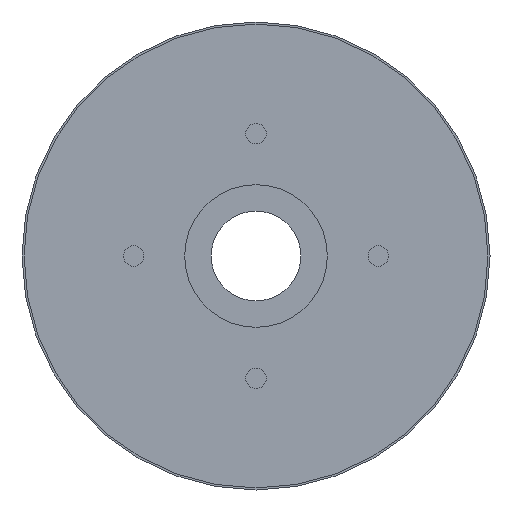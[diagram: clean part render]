
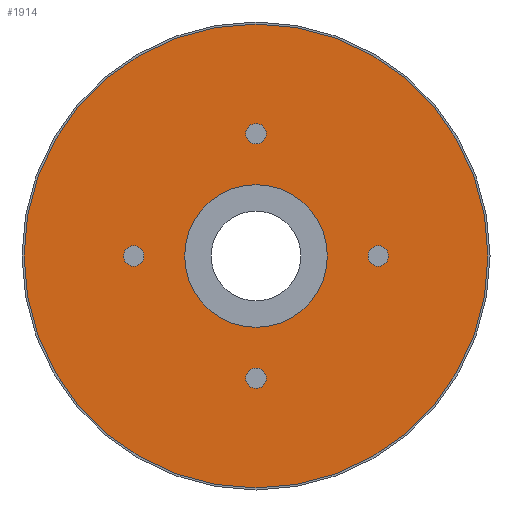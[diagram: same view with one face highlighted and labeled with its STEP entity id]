
A CAD part, left-side view. The second image highlights one B-rep face of the part: STEP entity #1914.
In plain terms, the highlighted planar face has unit normal (-1, 0, 0).
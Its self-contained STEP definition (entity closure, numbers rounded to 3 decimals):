
#9=CARTESIAN_POINT('',(-50.8,0.,0.));
#10=DIRECTION('',(1.,0.,0.));
#11=DIRECTION('',(0.,0.,1.));
#12=AXIS2_PLACEMENT_3D('',#9,#10,#11);
#14=CARTESIAN_POINT('',(-50.8,0.,0.));
#15=DIRECTION('',(1.,0.,0.));
#16=DIRECTION('',(0.,0.,-1.));
#17=AXIS2_PLACEMENT_3D('',#14,#15,#16);
#19=CARTESIAN_POINT('',(-50.8,30.,0.));
#20=DIRECTION('',(-1.,0.,0.));
#21=DIRECTION('',(0.,0.,1.));
#22=AXIS2_PLACEMENT_3D('',#19,#20,#21);
#24=CARTESIAN_POINT('',(-50.8,30.,0.));
#25=DIRECTION('',(-1.,0.,0.));
#26=DIRECTION('',(0.,0.,-1.));
#27=AXIS2_PLACEMENT_3D('',#24,#25,#26);
#29=CARTESIAN_POINT('',(-50.8,0.,30.));
#30=DIRECTION('',(-1.,0.,0.));
#31=DIRECTION('',(0.,-1.,0.));
#32=AXIS2_PLACEMENT_3D('',#29,#30,#31);
#34=CARTESIAN_POINT('',(-50.8,0.,30.));
#35=DIRECTION('',(-1.,0.,0.));
#36=DIRECTION('',(0.,1.,0.));
#37=AXIS2_PLACEMENT_3D('',#34,#35,#36);
#39=CARTESIAN_POINT('',(-50.8,-30.,0.));
#40=DIRECTION('',(-1.,0.,0.));
#41=DIRECTION('',(0.,0.,-1.));
#42=AXIS2_PLACEMENT_3D('',#39,#40,#41);
#44=CARTESIAN_POINT('',(-50.8,-30.,0.));
#45=DIRECTION('',(-1.,0.,0.));
#46=DIRECTION('',(0.,0.,1.));
#47=AXIS2_PLACEMENT_3D('',#44,#45,#46);
#49=CARTESIAN_POINT('',(-50.8,0.,-30.));
#50=DIRECTION('',(-1.,0.,0.));
#51=DIRECTION('',(0.,1.,0.));
#52=AXIS2_PLACEMENT_3D('',#49,#50,#51);
#54=CARTESIAN_POINT('',(-50.8,0.,-30.));
#55=DIRECTION('',(-1.,0.,0.));
#56=DIRECTION('',(0.,-1.,0.));
#57=AXIS2_PLACEMENT_3D('',#54,#55,#56);
#59=CARTESIAN_POINT('',(-50.8,0.,0.));
#60=DIRECTION('',(-1.,0.,0.));
#61=DIRECTION('',(0.,-1.,0.));
#62=AXIS2_PLACEMENT_3D('',#59,#60,#61);
#64=CARTESIAN_POINT('',(-50.8,0.,0.));
#65=DIRECTION('',(-1.,0.,0.));
#66=DIRECTION('',(0.,1.,0.));
#67=AXIS2_PLACEMENT_3D('',#64,#65,#66);
#1437=CARTESIAN_POINT('',(-50.8,0.,-56.9));
#1439=VERTEX_POINT('',#1437);
#1443=CARTESIAN_POINT('',(-50.8,0.,56.9));
#1444=VERTEX_POINT('',#1443);
#1445=CARTESIAN_POINT('',(-50.8,30.,2.5));
#1446=CARTESIAN_POINT('',(-50.8,30.,-2.5));
#1447=VERTEX_POINT('',#1445);
#1448=VERTEX_POINT('',#1446);
#1449=CARTESIAN_POINT('',(-50.8,-2.5,30.));
#1450=CARTESIAN_POINT('',(-50.8,2.5,30.));
#1451=VERTEX_POINT('',#1449);
#1452=VERTEX_POINT('',#1450);
#1453=CARTESIAN_POINT('',(-50.8,-30.,-2.5));
#1454=CARTESIAN_POINT('',(-50.8,-30.,2.5));
#1455=VERTEX_POINT('',#1453);
#1456=VERTEX_POINT('',#1454);
#1457=CARTESIAN_POINT('',(-50.8,2.5,-30.));
#1458=CARTESIAN_POINT('',(-50.8,-2.5,-30.));
#1459=VERTEX_POINT('',#1457);
#1460=VERTEX_POINT('',#1458);
#1837=CARTESIAN_POINT('',(-50.8,-17.5,0.));
#1838=CARTESIAN_POINT('',(-50.8,17.5,0.));
#1839=VERTEX_POINT('',#1837);
#1840=VERTEX_POINT('',#1838);
#1875=CARTESIAN_POINT('',(-50.8,0.,0.));
#1876=DIRECTION('',(1.,0.,0.));
#1877=DIRECTION('',(0.,0.,1.));
#1878=AXIS2_PLACEMENT_3D('',#1875,#1876,#1877);
#1879=PLANE('',#1878);
#1880=ORIENTED_EDGE('',*,*,#1867,.T.);
#1881=ORIENTED_EDGE('',*,*,#1856,.T.);
#1882=EDGE_LOOP('',(#1880,#1881));
#1883=FACE_OUTER_BOUND('',#1882,.F.);
#1885=ORIENTED_EDGE('',*,*,#1884,.T.);
#1887=ORIENTED_EDGE('',*,*,#1886,.T.);
#1888=EDGE_LOOP('',(#1885,#1887));
#1889=FACE_BOUND('',#1888,.F.);
#1891=ORIENTED_EDGE('',*,*,#1890,.T.);
#1893=ORIENTED_EDGE('',*,*,#1892,.T.);
#1894=EDGE_LOOP('',(#1891,#1893));
#1895=FACE_BOUND('',#1894,.F.);
#1897=ORIENTED_EDGE('',*,*,#1896,.T.);
#1899=ORIENTED_EDGE('',*,*,#1898,.T.);
#1900=EDGE_LOOP('',(#1897,#1899));
#1901=FACE_BOUND('',#1900,.F.);
#1903=ORIENTED_EDGE('',*,*,#1902,.T.);
#1905=ORIENTED_EDGE('',*,*,#1904,.T.);
#1906=EDGE_LOOP('',(#1903,#1905));
#1907=FACE_BOUND('',#1906,.F.);
#1909=ORIENTED_EDGE('',*,*,#1908,.T.);
#1911=ORIENTED_EDGE('',*,*,#1910,.T.);
#1912=EDGE_LOOP('',(#1909,#1911));
#1913=FACE_BOUND('',#1912,.F.);
#13=CIRCLE('',#12,56.9);
#18=CIRCLE('',#17,56.9);
#23=CIRCLE('',#22,2.5);
#28=CIRCLE('',#27,2.5);
#33=CIRCLE('',#32,2.5);
#38=CIRCLE('',#37,2.5);
#43=CIRCLE('',#42,2.5);
#48=CIRCLE('',#47,2.5);
#53=CIRCLE('',#52,2.5);
#58=CIRCLE('',#57,2.5);
#63=CIRCLE('',#62,17.5);
#68=CIRCLE('',#67,17.5);
#1856=EDGE_CURVE('',#1439,#1444,#18,.T.);
#1867=EDGE_CURVE('',#1444,#1439,#13,.T.);
#1884=EDGE_CURVE('',#1447,#1448,#23,.T.);
#1886=EDGE_CURVE('',#1448,#1447,#28,.T.);
#1890=EDGE_CURVE('',#1451,#1452,#33,.T.);
#1892=EDGE_CURVE('',#1452,#1451,#38,.T.);
#1896=EDGE_CURVE('',#1455,#1456,#43,.T.);
#1898=EDGE_CURVE('',#1456,#1455,#48,.T.);
#1902=EDGE_CURVE('',#1459,#1460,#53,.T.);
#1904=EDGE_CURVE('',#1460,#1459,#58,.T.);
#1908=EDGE_CURVE('',#1839,#1840,#63,.T.);
#1910=EDGE_CURVE('',#1840,#1839,#68,.T.);
#1914=ADVANCED_FACE('',(#1883,#1889,#1895,#1901,#1907,#1913),#1879,.F.);
